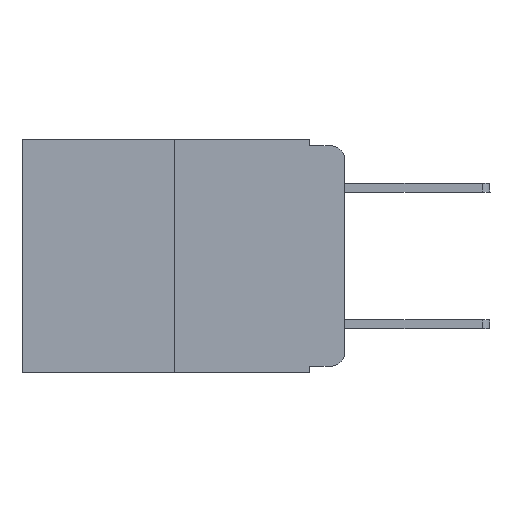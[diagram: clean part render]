
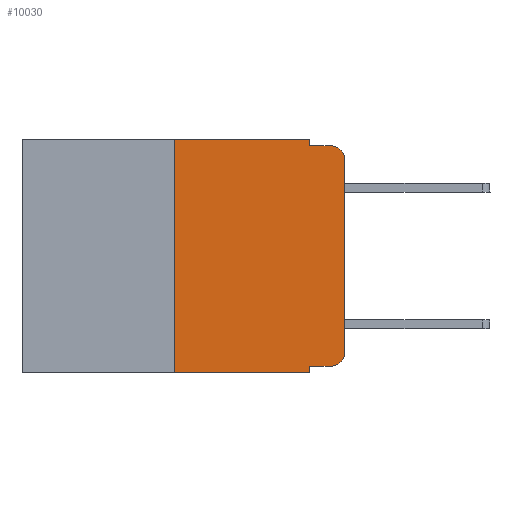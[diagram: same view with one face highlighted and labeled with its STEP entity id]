
A CAD part, left-side view. The second image highlights one B-rep face of the part: STEP entity #10030.
In plain terms, the highlighted planar face has unit normal (-1, 0, 0).
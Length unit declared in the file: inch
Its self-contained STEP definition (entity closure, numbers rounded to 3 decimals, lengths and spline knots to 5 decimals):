
#251 = VECTOR ( 'NONE', #18853, 39.37008 ) ;
#437 = CARTESIAN_POINT ( 'NONE',  ( 0., 0.051, -0.01 ) ) ;
#600 = ORIENTED_EDGE ( 'NONE', *, *, #5652, .T. ) ;
#963 = EDGE_CURVE ( 'NONE', #11455, #10436, #3846, .T. ) ;
#1372 = EDGE_CURVE ( 'NONE', #18636, #18277, #5675, .T. ) ;
#1744 = DIRECTION ( 'NONE',  ( -1., 0., 0. ) ) ;
#1776 = VECTOR ( 'NONE', #23901, 39.37008 ) ;
#1874 = VERTEX_POINT ( 'NONE', #20246 ) ;
#2106 = EDGE_CURVE ( 'NONE', #18277, #1874, #25749, .T. ) ;
#2110 = EDGE_CURVE ( 'NONE', #17317, #24903, #24292, .T. ) ;
#2385 = AXIS2_PLACEMENT_3D ( 'NONE', #19377, #14862, #17138 ) ;
#2811 = VERTEX_POINT ( 'NONE', #13230 ) ;
#2900 = CARTESIAN_POINT ( 'NONE',  ( 0., 0.051, 0. ) ) ;
#3006 = CARTESIAN_POINT ( 'NONE',  ( 0., 0.25, 0. ) ) ;
#3025 = LINE ( 'NONE', #2900, #251 ) ;
#3454 = ORIENTED_EDGE ( 'NONE', *, *, #2110, .F. ) ;
#3519 = DIRECTION ( 'NONE',  ( 0., 0., -1. ) ) ;
#3846 = LINE ( 'NONE', #11945, #17919 ) ;
#3966 = DIRECTION ( 'NONE',  ( 0., -1., 0. ) ) ;
#4630 = CARTESIAN_POINT ( 'NONE',  ( 0., 0.02, -0.333 ) ) ;
#5652 = EDGE_CURVE ( 'NONE', #10098, #2811, #10388, .T. ) ;
#5675 = LINE ( 'NONE', #14150, #11161 ) ;
#6174 = LINE ( 'NONE', #17556, #1776 ) ;
#6550 = EDGE_CURVE ( 'NONE', #24903, #2811, #13558, .T. ) ;
#6795 = ORIENTED_EDGE ( 'NONE', *, *, #16936, .T. ) ;
#7432 = CARTESIAN_POINT ( 'NONE',  ( 0., 0., 0. ) ) ;
#9588 = AXIS2_PLACEMENT_3D ( 'NONE', #14184, #1744, #16208 ) ;
#9871 = CARTESIAN_POINT ( 'NONE',  ( 0., 0.051, 0. ) ) ;
#9995 = EDGE_CURVE ( 'NONE', #18636, #10436, #3025, .T. ) ;
#10030 = ADVANCED_FACE ( 'NONE', ( #22835 ), #18981, .F. ) ;
#10098 = VERTEX_POINT ( 'NONE', #10883 ) ;
#10243 = VECTOR ( 'NONE', #15820, 39.37008 ) ;
#10388 = CIRCLE ( 'NONE', #25677, 0.02 ) ;
#10436 = VERTEX_POINT ( 'NONE', #10992 ) ;
#10749 = ORIENTED_EDGE ( 'NONE', *, *, #1372, .T. ) ;
#10883 = CARTESIAN_POINT ( 'NONE',  ( 0., 0., -0.03 ) ) ;
#10992 = CARTESIAN_POINT ( 'NONE',  ( 0., 0.051, -0.343 ) ) ;
#11161 = VECTOR ( 'NONE', #15801, 39.37008 ) ;
#11455 = VERTEX_POINT ( 'NONE', #15728 ) ;
#11568 = CARTESIAN_POINT ( 'NONE',  ( 0., 0.051, -0.01 ) ) ;
#11756 = DIRECTION ( 'NONE',  ( -1., 0., 0. ) ) ;
#11945 = CARTESIAN_POINT ( 'NONE',  ( 0., 0.473, -0.343 ) ) ;
#12463 = VECTOR ( 'NONE', #14897, 39.37008 ) ;
#12836 = CARTESIAN_POINT ( 'NONE',  ( 0., 0.051, -0.333 ) ) ;
#13230 = CARTESIAN_POINT ( 'NONE',  ( 0., 0.02, -0.01 ) ) ;
#13397 = ORIENTED_EDGE ( 'NONE', *, *, #20740, .F. ) ;
#13485 = CARTESIAN_POINT ( 'NONE',  ( 0., 0.02, -0.03 ) ) ;
#13558 = LINE ( 'NONE', #11568, #17014 ) ;
#13794 = LINE ( 'NONE', #7432, #10243 ) ;
#13805 = ORIENTED_EDGE ( 'NONE', *, *, #16843, .F. ) ;
#14150 = CARTESIAN_POINT ( 'NONE',  ( 0., 0.051, -0.333 ) ) ;
#14184 = CARTESIAN_POINT ( 'NONE',  ( 0., 0.02, -0.313 ) ) ;
#14484 = ORIENTED_EDGE ( 'NONE', *, *, #6550, .F. ) ;
#14862 = DIRECTION ( 'NONE',  ( 1., 0., 0. ) ) ;
#14897 = DIRECTION ( 'NONE',  ( 0., 0., 1. ) ) ;
#15227 = EDGE_LOOP ( 'NONE', ( #6795, #600, #14484, #3454, #13805, #13397, #20539, #24659, #10749, #17617 ) ) ;
#15728 = CARTESIAN_POINT ( 'NONE',  ( 0., 0.25, -0.343 ) ) ;
#15801 = DIRECTION ( 'NONE',  ( 0., -1., 0. ) ) ;
#15820 = DIRECTION ( 'NONE',  ( 0., 0., 1. ) ) ;
#16079 = CARTESIAN_POINT ( 'NONE',  ( 0., 0.051, 0. ) ) ;
#16208 = DIRECTION ( 'NONE',  ( 0., 0., -1. ) ) ;
#16843 = EDGE_CURVE ( 'NONE', #24311, #17317, #6174, .T. ) ;
#16905 = CARTESIAN_POINT ( 'NONE',  ( 0., 0.25, 0. ) ) ;
#16936 = EDGE_CURVE ( 'NONE', #1874, #10098, #13794, .T. ) ;
#17014 = VECTOR ( 'NONE', #18476, 39.37008 ) ;
#17138 = DIRECTION ( 'NONE',  ( 0., 0., -1. ) ) ;
#17317 = VERTEX_POINT ( 'NONE', #9871 ) ;
#17556 = CARTESIAN_POINT ( 'NONE',  ( 0., 0.473, 0. ) ) ;
#17617 = ORIENTED_EDGE ( 'NONE', *, *, #2106, .T. ) ;
#17919 = VECTOR ( 'NONE', #3966, 39.37008 ) ;
#18277 = VERTEX_POINT ( 'NONE', #4630 ) ;
#18476 = DIRECTION ( 'NONE',  ( 0., -1., 0. ) ) ;
#18636 = VERTEX_POINT ( 'NONE', #12836 ) ;
#18853 = DIRECTION ( 'NONE',  ( 0., 0., -1. ) ) ;
#18981 = PLANE ( 'NONE',  #2385 ) ;
#19377 = CARTESIAN_POINT ( 'NONE',  ( 0., 0.473, 0. ) ) ;
#20246 = CARTESIAN_POINT ( 'NONE',  ( 0., 0., -0.313 ) ) ;
#20539 = ORIENTED_EDGE ( 'NONE', *, *, #963, .T. ) ;
#20740 = EDGE_CURVE ( 'NONE', #11455, #24311, #24737, .T. ) ;
#21477 = VECTOR ( 'NONE', #22048, 39.37008 ) ;
#22048 = DIRECTION ( 'NONE',  ( 0., 0., -1. ) ) ;
#22835 = FACE_OUTER_BOUND ( 'NONE', #15227, .T. ) ;
#23901 = DIRECTION ( 'NONE',  ( 0., -1., 0. ) ) ;
#24292 = LINE ( 'NONE', #16079, #21477 ) ;
#24311 = VERTEX_POINT ( 'NONE', #3006 ) ;
#24659 = ORIENTED_EDGE ( 'NONE', *, *, #9995, .F. ) ;
#24737 = LINE ( 'NONE', #16905, #12463 ) ;
#24903 = VERTEX_POINT ( 'NONE', #437 ) ;
#25677 = AXIS2_PLACEMENT_3D ( 'NONE', #13485, #11756, #3519 ) ;
#25749 = CIRCLE ( 'NONE', #9588, 0.02 ) ;
